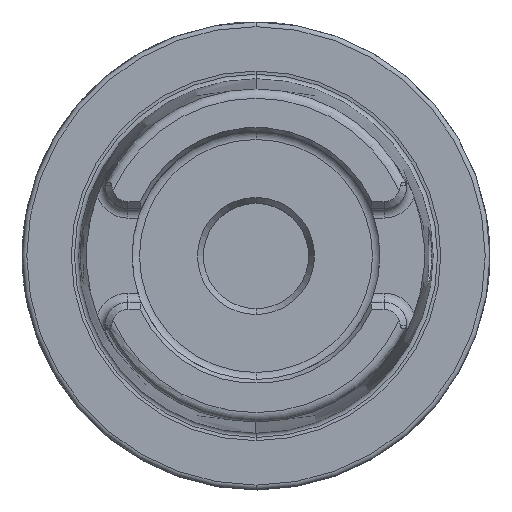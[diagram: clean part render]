
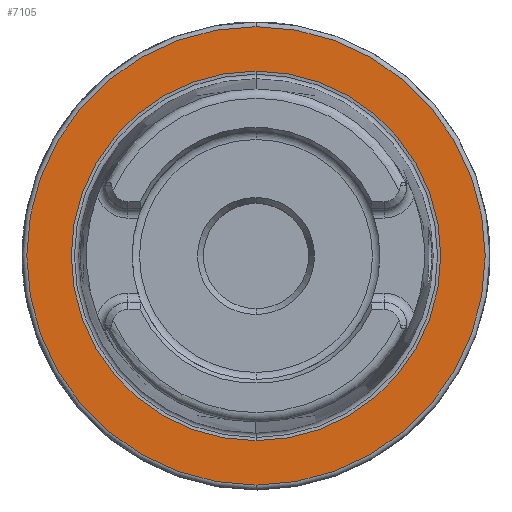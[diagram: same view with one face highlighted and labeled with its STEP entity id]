
A CAD part, top view. The second image highlights one B-rep face of the part: STEP entity #7105.
In plain terms, the highlighted planar face has unit normal (0, 0, 1).
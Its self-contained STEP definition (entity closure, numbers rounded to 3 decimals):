
#968=CARTESIAN_POINT('',(0,0,29));
#969=DIRECTION('',(0,0,1));
#970=DIRECTION('',(0,1,0));
#971=AXIS2_PLACEMENT_3D('',#968,#969,#970);
#973=CARTESIAN_POINT('',(0,0,29));
#974=DIRECTION('',(0,0,1));
#975=DIRECTION('',(0,-1,0));
#976=AXIS2_PLACEMENT_3D('',#973,#974,#975);
#986=CARTESIAN_POINT('',(0,0,29));
#987=DIRECTION('',(0,0,1));
#988=DIRECTION('',(0,1,0));
#989=AXIS2_PLACEMENT_3D('',#986,#987,#988);
#991=CARTESIAN_POINT('',(0,0,29));
#992=DIRECTION('',(0,0,-1));
#993=DIRECTION('',(0,1,0));
#994=AXIS2_PLACEMENT_3D('',#991,#992,#993);
#5208=CARTESIAN_POINT('',(0,39.499,29));
#5210=VERTEX_POINT('',#5208);
#5244=CARTESIAN_POINT('',(0,-39.499,29));
#5246=VERTEX_POINT('',#5244);
#5256=CARTESIAN_POINT('',(0,49,29));
#5257=CARTESIAN_POINT('',(0.,-49,29));
#5258=VERTEX_POINT('',#5256);
#5259=VERTEX_POINT('',#5257);
#7089=CARTESIAN_POINT('',(0,0,29));
#7090=DIRECTION('',(0,0,-1));
#7091=DIRECTION('',(0,-1,0));
#7092=AXIS2_PLACEMENT_3D('',#7089,#7090,#7091);
#7093=PLANE('',#7092);
#7094=ORIENTED_EDGE('',*,*,#7079,.F.);
#7096=ORIENTED_EDGE('',*,*,#7095,.F.);
#7097=EDGE_LOOP('',(#7094,#7096));
#7098=FACE_OUTER_BOUND('',#7097,.F.);
#7100=ORIENTED_EDGE('',*,*,#7099,.T.);
#7102=ORIENTED_EDGE('',*,*,#7101,.F.);
#7103=EDGE_LOOP('',(#7100,#7102));
#7104=FACE_BOUND('',#7103,.F.);
#7105=ADVANCED_FACE('',(#7098,#7104),#7093,.F.);
#972=CIRCLE('',#971,49);
#977=CIRCLE('',#976,49);
#990=CIRCLE('',#989,39.499);
#995=CIRCLE('',#994,39.499);
#7079=EDGE_CURVE('',#5258,#5259,#972,.T.);
#7095=EDGE_CURVE('',#5259,#5258,#977,.T.);
#7099=EDGE_CURVE('',#5210,#5246,#990,.T.);
#7101=EDGE_CURVE('',#5210,#5246,#995,.T.);
